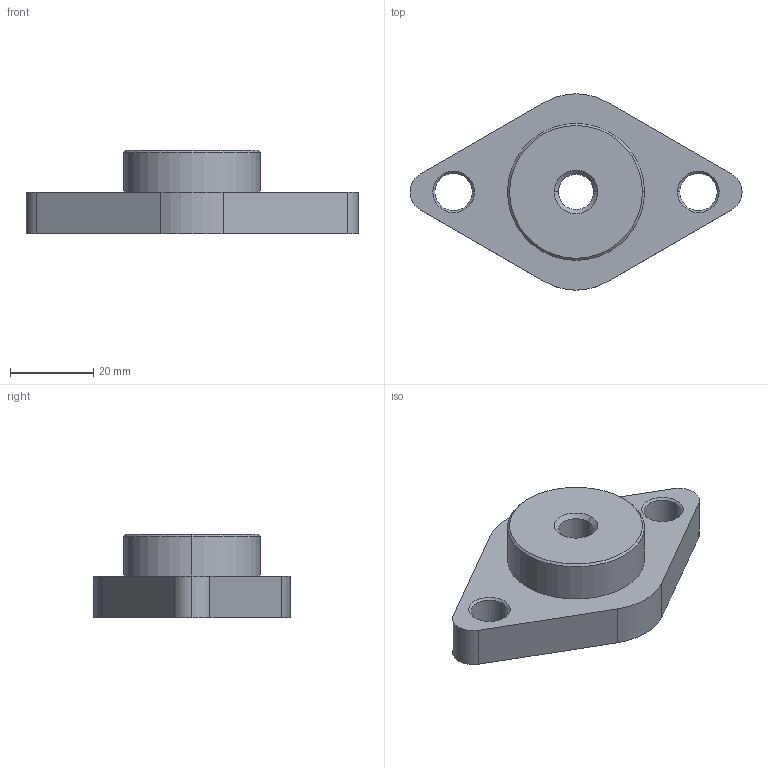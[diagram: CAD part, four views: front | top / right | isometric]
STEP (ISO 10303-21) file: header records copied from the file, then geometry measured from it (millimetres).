
FILE_DESCRIPTION (( 'STEP AP203' ), '1' );
FILE_NAME ('Support berceau.STEP', '2019-10-01T13:31:48', ( '' ), ( '' ), 'SwSTEP 2.0', 'SolidWorks 2019', '' );
FILE_SCHEMA (( 'CONFIG_CONTROL_DESIGN' ));
Length unit declared in the file: millimetre
Products named in the file (1): Support berceau
Bounding box: 80 x 47.32 x 20 mm (x, y, z)
Volume: 28909.6 mm3; surface area: 8176.3 mm2
Topology: 1 solids, 1 shells, 28 faces, 67 edges, 42 vertices
Faces by surface type: cylinder 13, cone 8, plane 7
Entity records: 910 total; most frequent: DIRECTION 159, CARTESIAN_POINT 138, ORIENTED_EDGE 134, EDGE_CURVE 67, AXIS2_PLACEMENT_3D 63, VERTEX_POINT 42, EDGE_LOOP 35, CIRCLE 34
